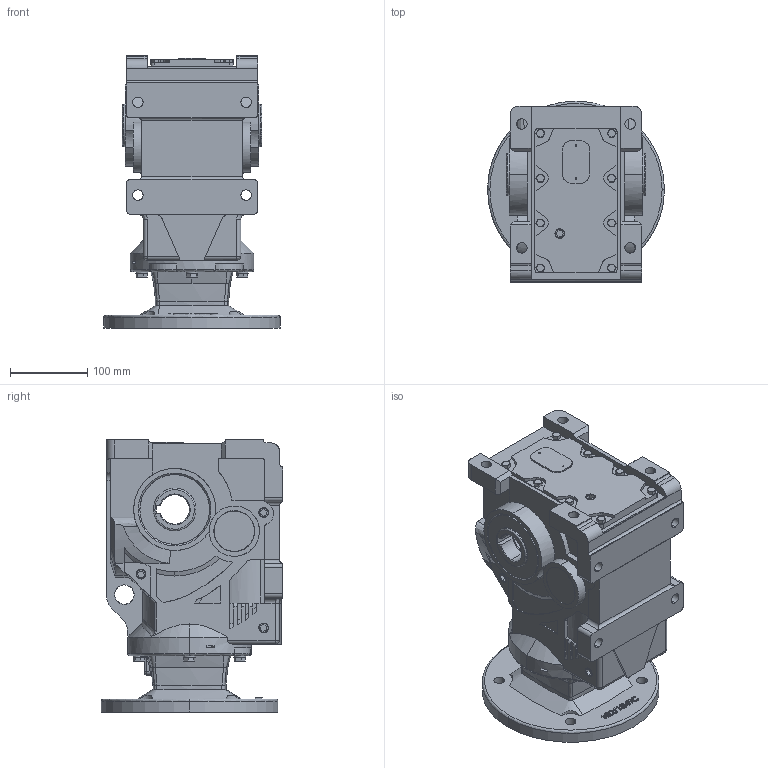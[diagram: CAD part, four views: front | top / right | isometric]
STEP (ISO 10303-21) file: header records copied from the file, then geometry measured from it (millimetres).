
FILE_DESCRIPTION (( 'STEP AP214' ), '1' );
FILE_NAME ('HBR-67-040-C.step', '2019-04-01T14:35:45', ( '' ), ( '' ), 'SwSTEP 2.0', 'SolidWorks 2018', '' );
FILE_SCHEMA (( 'AUTOMOTIVE_DESIGN' ));
Length unit declared in the file: inch
Products named in the file (1): HBR-67-040-C
Bounding box: 228.6 x 235.25 x 352 mm (x, y, z)
Volume: 8409411.1 mm3; surface area: 460813.7 mm2
Topology: 1 solids, 1 shells, 1100 faces, 2914 edges, 1899 vertices
Faces by surface type: plane 560, cylinder 258, bspline 173, cone 109
Entity records: 60116 total; most frequent: CARTESIAN_POINT 34971, ORIENTED_EDGE 5818, DIRECTION 4105, EDGE_CURVE 2909, VERTEX_POINT 1899, VECTOR 1645, LINE 1645, AXIS2_PLACEMENT_3D 1230
